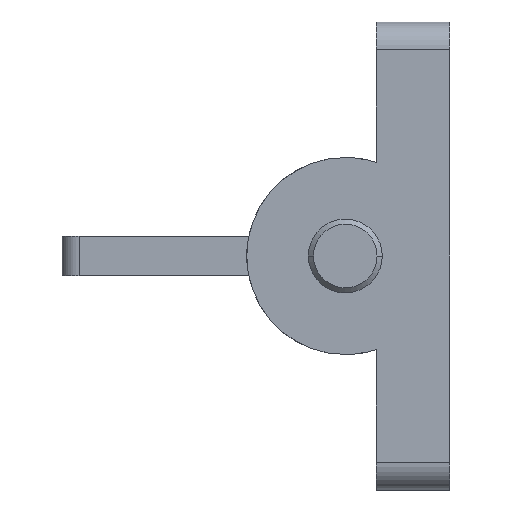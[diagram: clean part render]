
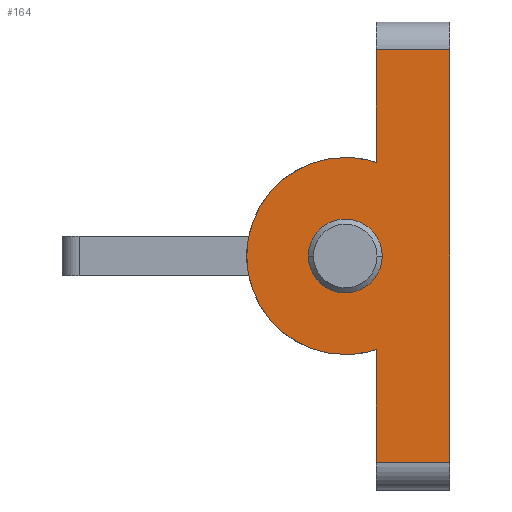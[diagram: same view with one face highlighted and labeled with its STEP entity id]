
A CAD part, left-side view. The second image highlights one B-rep face of the part: STEP entity #164.
In plain terms, the highlighted planar face has unit normal (-1, 0, 0).
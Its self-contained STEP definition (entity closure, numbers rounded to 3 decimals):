
#164=ADVANCED_FACE('',(#345,#346),#347,.T.);
#345=FACE_BOUND('',#540,.T.);
#346=FACE_OUTER_BOUND('',#541,.T.);
#347=PLANE('',#542);
#540=EDGE_LOOP('',(#957,#958));
#541=EDGE_LOOP('',(#959,#960,#961,#962,#963,#964,#965,#966));
#542=AXIS2_PLACEMENT_3D('',#967,#968,#969);
#957=ORIENTED_EDGE('',*,*,#1228,.T.);
#958=ORIENTED_EDGE('',*,*,#1188,.T.);
#959=ORIENTED_EDGE('',*,*,#1221,.T.);
#960=ORIENTED_EDGE('',*,*,#1191,.T.);
#961=ORIENTED_EDGE('',*,*,#1225,.T.);
#962=ORIENTED_EDGE('',*,*,#1281,.T.);
#963=ORIENTED_EDGE('',*,*,#1293,.T.);
#964=ORIENTED_EDGE('',*,*,#1288,.F.);
#965=ORIENTED_EDGE('',*,*,#1285,.F.);
#966=ORIENTED_EDGE('',*,*,#1241,.T.);
#967=CARTESIAN_POINT('',(0.0,0.0,0.0));
#968=DIRECTION('',(-1.0,0.0,0.0));
#969=DIRECTION('',(0.0,0.0,1.0));
#1188=EDGE_CURVE('',#1429,#1433,#1435,.T.);
#1191=EDGE_CURVE('',#1440,#1437,#1441,.T.);
#1221=EDGE_CURVE('',#1484,#1440,#1485,.T.);
#1225=EDGE_CURVE('',#1437,#1490,#1492,.T.);
#1228=EDGE_CURVE('',#1433,#1429,#1495,.T.);
#1241=EDGE_CURVE('',#1514,#1484,#1515,.T.);
#1281=EDGE_CURVE('',#1490,#1565,#1567,.T.);
#1285=EDGE_CURVE('',#1514,#1570,#1573,.T.);
#1288=EDGE_CURVE('',#1570,#1576,#1577,.T.);
#1293=EDGE_CURVE('',#1565,#1576,#1584,.T.);
#1429=VERTEX_POINT('',#1768);
#1433=VERTEX_POINT('',#1773);
#1435=CIRCLE('',#1776,3.0);
#1437=VERTEX_POINT('',#1778);
#1440=VERTEX_POINT('',#1782);
#1441=CIRCLE('',#1783,8.0);
#1484=VERTEX_POINT('',#1837);
#1485=CIRCLE('',#1838,8.0);
#1490=VERTEX_POINT('',#1844);
#1492=CIRCLE('',#1847,8.0);
#1495=CIRCLE('',#1850,3.0);
#1514=VERTEX_POINT('',#1876);
#1515=LINE('',#1877,#1878);
#1565=VERTEX_POINT('',#1941);
#1567=LINE('',#1943,#1944);
#1570=VERTEX_POINT('',#1947);
#1573=LINE('',#1951,#1952);
#1576=VERTEX_POINT('',#1956);
#1577=LINE('',#1957,#1958);
#1584=LINE('',#1966,#1967);
#1768=CARTESIAN_POINT('',(0.0,0.,-3.0));
#1773=CARTESIAN_POINT('',(0.0,0.,3.0));
#1776=AXIS2_PLACEMENT_3D('',#2185,#2186,#2187);
#1778=CARTESIAN_POINT('',(0.0,0.,-8.0));
#1782=CARTESIAN_POINT('',(0.0,0.,8.0));
#1783=AXIS2_PLACEMENT_3D('',#2189,#2190,#2191);
#1837=CARTESIAN_POINT('',(0.0,-2.5,7.599));
#1838=AXIS2_PLACEMENT_3D('',#2236,#2237,#2238);
#1844=CARTESIAN_POINT('',(0.0,-2.5,-7.599));
#1847=AXIS2_PLACEMENT_3D('',#2244,#2245,#2246);
#1850=AXIS2_PLACEMENT_3D('',#2247,#2248,#2249);
#1876=CARTESIAN_POINT('',(0.0,-2.5,16.76));
#1877=CARTESIAN_POINT('',(0.0,-2.5,0.0));
#1878=VECTOR('',#2266,1.0);
#1941=CARTESIAN_POINT('',(0.0,-2.5,-16.76));
#1943=CARTESIAN_POINT('',(0.0,-2.5,0.0));
#1944=VECTOR('',#2322,1.0);
#1947=CARTESIAN_POINT('',(0.0,-8.5,16.76));
#1951=CARTESIAN_POINT('',(0.0,-5.5,16.76));
#1952=VECTOR('',#2327,1.0);
#1956=CARTESIAN_POINT('',(0.0,-8.5,-16.76));
#1957=CARTESIAN_POINT('',(0.0,-8.5,0.0));
#1958=VECTOR('',#2329,1.0);
#1966=CARTESIAN_POINT('',(0.0,-5.5,-16.76));
#1967=VECTOR('',#2337,1.0);
#2185=CARTESIAN_POINT('',(0.0,0.0,0.0));
#2186=DIRECTION('',(1.0,0.0,0.0));
#2187=DIRECTION('',(0.0,0.0,-1.0));
#2189=CARTESIAN_POINT('',(0.0,0.0,0.0));
#2190=DIRECTION('',(-1.0,0.0,0.0));
#2191=DIRECTION('',(0.0,0.0,-1.0));
#2236=CARTESIAN_POINT('',(0.0,0.0,0.0));
#2237=DIRECTION('',(-1.0,0.0,0.0));
#2238=DIRECTION('',(0.0,0.0,-1.0));
#2244=CARTESIAN_POINT('',(0.0,0.0,0.0));
#2245=DIRECTION('',(-1.0,0.0,0.0));
#2246=DIRECTION('',(0.0,0.0,-1.0));
#2247=CARTESIAN_POINT('',(0.0,0.0,0.0));
#2248=DIRECTION('',(1.0,0.0,0.0));
#2249=DIRECTION('',(0.0,0.0,-1.0));
#2266=DIRECTION('',(0.0,0.0,-1.0));
#2322=DIRECTION('',(0.0,0.0,-1.0));
#2327=DIRECTION('',(0.,-1.0,0.));
#2329=DIRECTION('',(0.0,0.0,-1.0));
#2337=DIRECTION('',(0.,-1.0,0.));
